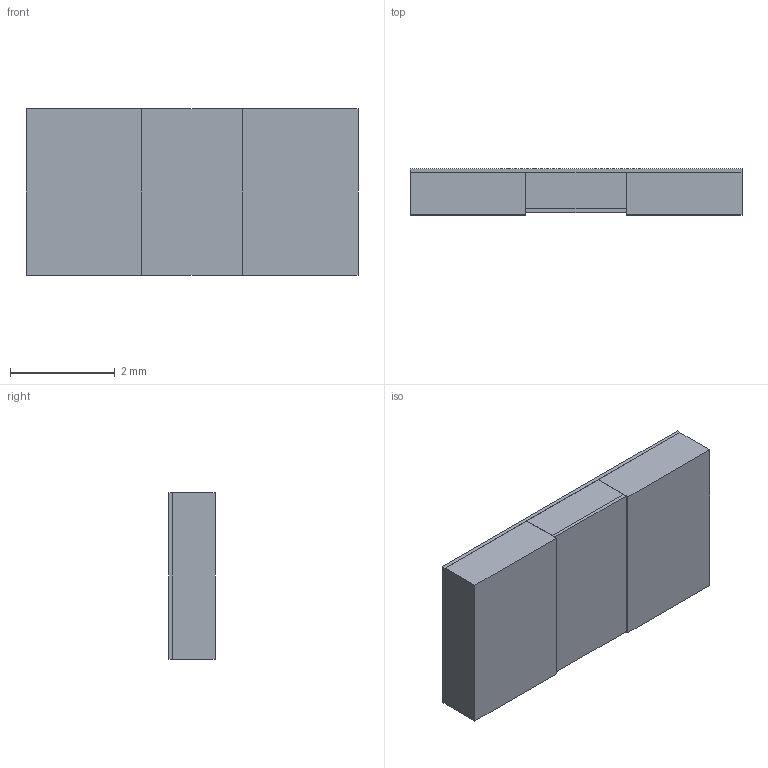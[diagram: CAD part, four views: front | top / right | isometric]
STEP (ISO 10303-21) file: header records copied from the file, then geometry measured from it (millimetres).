
FILE_DESCRIPTION (( 'STEP AP214' ), '1' );
FILE_NAME ('PA2512JKF070R001E.STEP', '2019-12-25T11:11:04', ( '' ), ( '' ), 'SwSTEP 2.0', 'SolidWorks 2018', '' );
FILE_SCHEMA (( 'AUTOMOTIVE_DESIGN' ));
Length unit declared in the file: millimetre
Products named in the file (1): PA2512JKF070R001E
Bounding box: 6.35 x 0.88 x 3.18 mm (x, y, z)
Volume: 17.5 mm3; surface area: 119.6 mm2
Topology: 5 solids, 5 shells, 30 faces, 60 edges, 40 vertices
Faces by surface type: plane 30
Entity records: 834 total; most frequent: CARTESIAN_POINT 131, DIRECTION 122, ORIENTED_EDGE 120, VECTOR 60, EDGE_CURVE 60, LINE 60, VERTEX_POINT 40, AXIS2_PLACEMENT_3D 31
